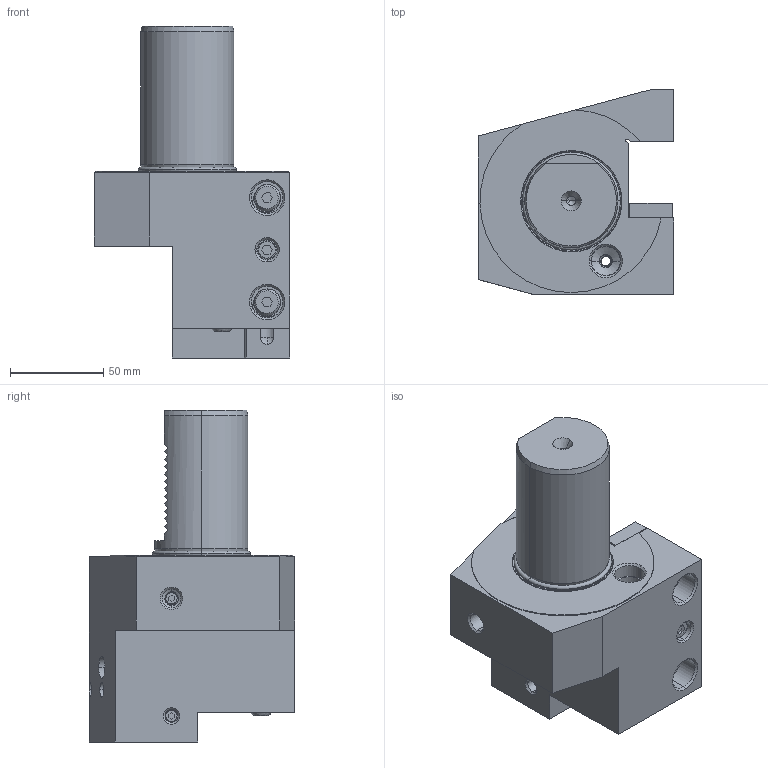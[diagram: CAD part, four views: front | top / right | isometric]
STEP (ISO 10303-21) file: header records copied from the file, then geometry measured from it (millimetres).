
FILE_DESCRIPTION (( 'STEP AP203' ), '1' );
FILE_NAME ('VDI50 C4.STEP', '2017-12-27T01:20:34', ( '' ), ( '' ), 'SwSTEP 2.0', 'SolidWorks 2012', '' );
FILE_SCHEMA (( 'CONFIG_CONTROL_DESIGN' ));
Products named in the file (13): O型環48.7; 皿頭_M5; 管螺文螺絲; M6x40; 出水銅嘴; M16平頭螺絲35; M8尖頭螺絲; 84x23x8; 33x7.8; C4_成品圖; VDI50  C4; O型環10; M6螺絲投
Assembly tree (16 placements, depth 2):
  VDI50  C4
    C4_成品圖
    33x7.8
    84x23x8
    M6x40
    M8尖頭螺絲  x2
    M16平頭螺絲35  x2
    出水銅嘴
    皿頭_M5
    O型環48.7
    管螺文螺絲
    M6螺絲投  x3
    O型環10
Bounding box: 105 x 110 x 178 mm (x, y, z)
Volume: 787260.2 mm3; surface area: 104061.3 mm2
Topology: 16 solids, 16 shells, 745 faces, 1992 edges, 1287 vertices
Faces by surface type: cylinder 351, plane 164, cone 161, bspline 45, torus 18, sphere 6
Entity records: 65211 total; most frequent: CARTESIAN_POINT 49960, ORIENTED_EDGE 3346, DIRECTION 2396, EDGE_CURVE 1673, VERTEX_POINT 1080, AXIS2_PLACEMENT_3D 878, EDGE_LOOP 667, LINE 640
